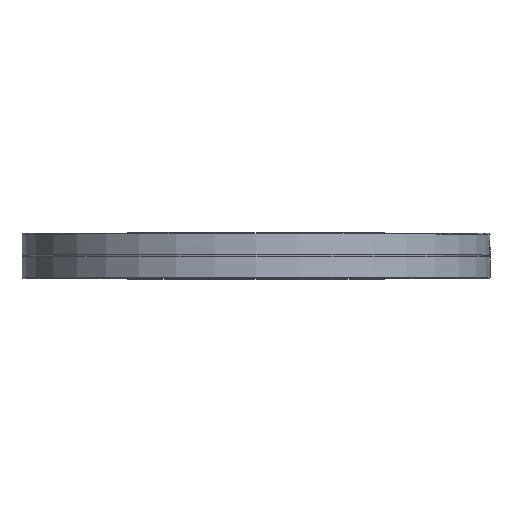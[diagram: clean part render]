
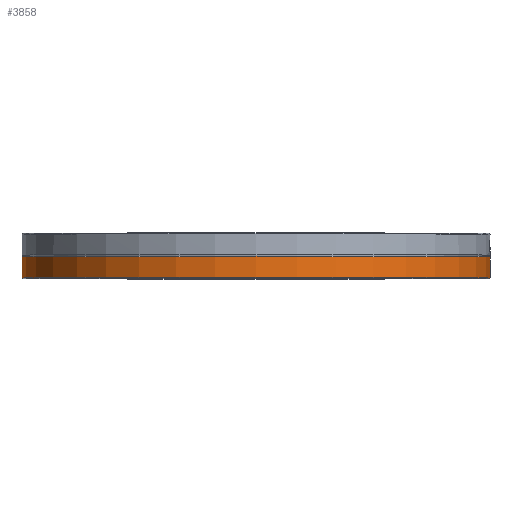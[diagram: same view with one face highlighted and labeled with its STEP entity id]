
A CAD part, top view. The second image highlights one B-rep face of the part: STEP entity #3858.
In plain terms, the highlighted cylindrical face has radius 127 mm (diameter 254 mm), a full revolution.
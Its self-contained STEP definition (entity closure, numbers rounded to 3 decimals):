
#339=CYLINDRICAL_SURFACE('',#4186,127.);
#412=FACE_OUTER_BOUND('',#668,.T.);
#668=EDGE_LOOP('',(#2781,#2782,#2783,#2784,#2785,#2786,#2787));
#915=LINE('',#5753,#1130);
#1130=VECTOR('',#4756,127.);
#1376=CIRCLE('',#4156,127.);
#1377=CIRCLE('',#4157,127.);
#1405=CIRCLE('',#4187,127.);
#1406=CIRCLE('',#4188,127.);
#1407=CIRCLE('',#4189,127.);
#1630=VERTEX_POINT('',#5686);
#1631=VERTEX_POINT('',#5687);
#1659=VERTEX_POINT('',#5747);
#1660=VERTEX_POINT('',#5748);
#1661=VERTEX_POINT('',#5750);
#2055=EDGE_CURVE('',#1630,#1631,#1376,.T.);
#2056=EDGE_CURVE('',#1631,#1630,#1377,.T.);
#2085=EDGE_CURVE('',#1659,#1660,#1405,.T.);
#2086=EDGE_CURVE('',#1661,#1659,#1406,.T.);
#2087=EDGE_CURVE('',#1660,#1661,#1407,.T.);
#2088=EDGE_CURVE('',#1660,#1631,#915,.T.);
#2781=ORIENTED_EDGE('',*,*,#2085,.F.);
#2782=ORIENTED_EDGE('',*,*,#2086,.F.);
#2783=ORIENTED_EDGE('',*,*,#2087,.F.);
#2784=ORIENTED_EDGE('',*,*,#2088,.T.);
#2785=ORIENTED_EDGE('',*,*,#2055,.F.);
#2786=ORIENTED_EDGE('',*,*,#2056,.F.);
#2787=ORIENTED_EDGE('',*,*,#2088,.F.);
#3858=ADVANCED_FACE('',(#412),#339,.T.);
#4156=AXIS2_PLACEMENT_3D('',#5688,#4687,#4688);
#4157=AXIS2_PLACEMENT_3D('',#5689,#4689,#4690);
#4186=AXIS2_PLACEMENT_3D('',#5746,#4748,#4749);
#4187=AXIS2_PLACEMENT_3D('',#5749,#4750,#4751);
#4188=AXIS2_PLACEMENT_3D('',#5751,#4752,#4753);
#4189=AXIS2_PLACEMENT_3D('',#5752,#4754,#4755);
#4687=DIRECTION('center_axis',(0.,-1.,0.));
#4688=DIRECTION('ref_axis',(1.,0.,0.));
#4689=DIRECTION('center_axis',(0.,-1.,0.));
#4690=DIRECTION('ref_axis',(1.,0.,0.));
#4748=DIRECTION('center_axis',(0.,1.,0.));
#4749=DIRECTION('ref_axis',(-1.,0.,0.));
#4750=DIRECTION('center_axis',(0.,1.,0.));
#4751=DIRECTION('ref_axis',(1.,0.,0.));
#4752=DIRECTION('center_axis',(0.,1.,0.));
#4753=DIRECTION('ref_axis',(1.,0.,0.));
#4754=DIRECTION('center_axis',(0.,1.,0.));
#4755=DIRECTION('ref_axis',(1.,0.,0.));
#4756=DIRECTION('',(0.,-1.,0.));
#5686=CARTESIAN_POINT('',(-127.,0.5,0.));
#5687=CARTESIAN_POINT('',(127.,0.5,0.));
#5688=CARTESIAN_POINT('Origin',(0.,0.5,0.));
#5689=CARTESIAN_POINT('Origin',(0.,0.5,0.));
#5746=CARTESIAN_POINT('Origin',(0.,5.906,0.));
#5747=CARTESIAN_POINT('',(-127.,11.813,0.));
#5748=CARTESIAN_POINT('',(127.,11.813,0.));
#5749=CARTESIAN_POINT('Origin',(0.,11.813,0.));
#5750=CARTESIAN_POINT('',(0.,11.813,-127.));
#5751=CARTESIAN_POINT('Origin',(0.,11.813,0.));
#5752=CARTESIAN_POINT('Origin',(0.,11.813,0.));
#5753=CARTESIAN_POINT('',(127.,5.906,0.));
